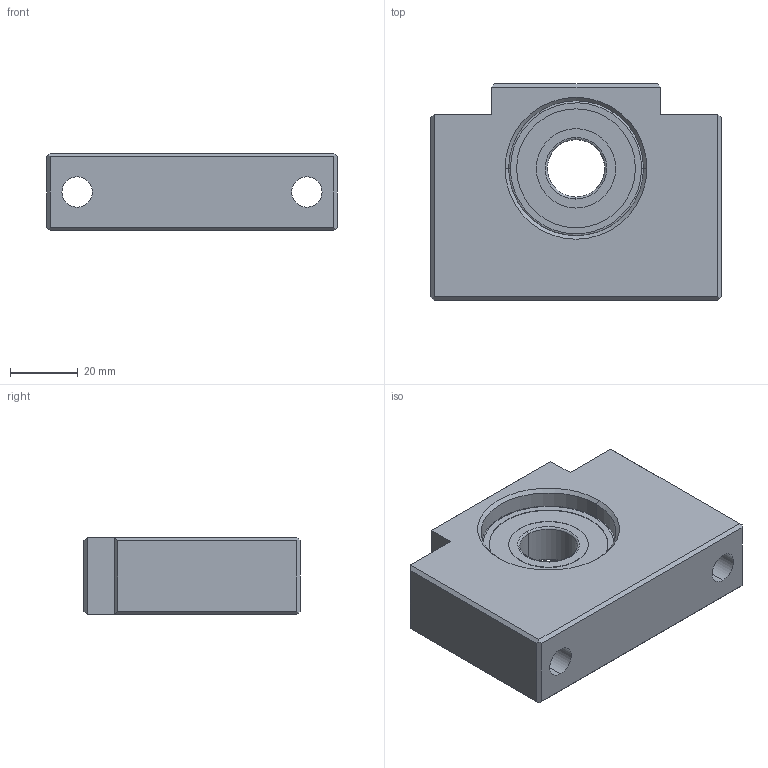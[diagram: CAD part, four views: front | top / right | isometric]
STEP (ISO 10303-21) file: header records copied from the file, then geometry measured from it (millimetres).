
FILE_DESCRIPTION (( 'STEP AP203' ), '1' );
FILE_NAME ('BF 17DS.STEP', '2014-07-21T10:39:36', ( '' ), ( '' ), 'SwSTEP 2.0', 'SolidWorks 2013', '' );
FILE_SCHEMA (( 'CONFIG_CONTROL_DESIGN' ));
Length unit declared in the file: millimetre
Products named in the file (3): 6203ZZ; BF 17DS; BLOCK
Assembly tree (2 placements, depth 2):
  BF 17DS
    BLOCK
    6203ZZ
Bounding box: 86 x 64 x 23 mm (x, y, z)
Volume: 89879.5 mm3; surface area: 29175.3 mm2
Topology: 15 solids, 15 shells, 114 faces, 264 edges, 146 vertices
Faces by surface type: cylinder 38, plane 38, bspline 34, cone 4
Entity records: 3645 total; most frequent: CARTESIAN_POINT 1023, DIRECTION 502, ORIENTED_EDGE 448, EDGE_CURVE 224, AXIS2_PLACEMENT_3D 201, VERTEX_POINT 146, EDGE_LOOP 134, CIRCLE 116
